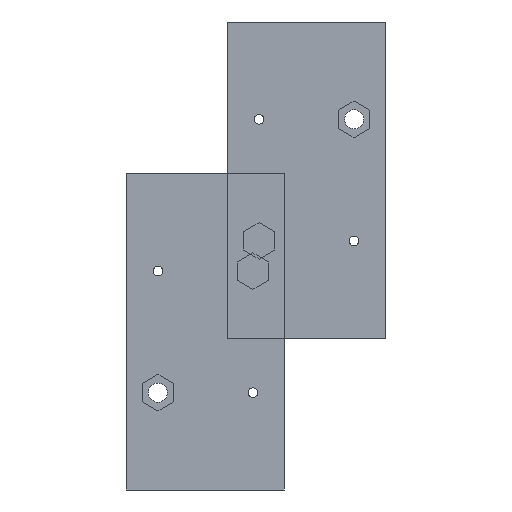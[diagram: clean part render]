
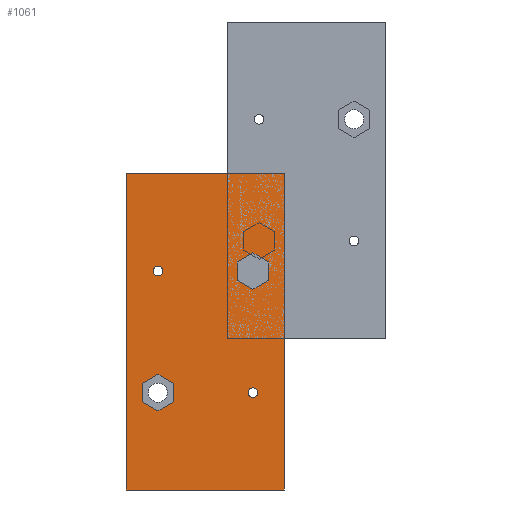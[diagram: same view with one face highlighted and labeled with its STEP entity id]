
A CAD part, front view. The second image highlights one B-rep face of the part: STEP entity #1061.
In plain terms, the highlighted planar face has unit normal (0, -1, 0).
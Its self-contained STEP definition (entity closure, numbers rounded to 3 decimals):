
#2=DIRECTION('',(0.,0.,1.));
#3=VECTOR('',#2,100.);
#4=CARTESIAN_POINT('',(-25.,0.,-50.));
#5=LINE('',#4,#3);
#6=DIRECTION('',(1.,0.,0.));
#7=VECTOR('',#6,50.);
#8=CARTESIAN_POINT('',(-25.,0.,50.));
#9=LINE('',#8,#7);
#10=DIRECTION('',(0.,0.,-1.));
#11=VECTOR('',#10,100.);
#12=CARTESIAN_POINT('',(25.,0.,50.));
#13=LINE('',#12,#11);
#14=DIRECTION('',(-1.,0.,0.));
#15=VECTOR('',#14,50.);
#16=CARTESIAN_POINT('',(25.,0.,-50.));
#17=LINE('',#16,#15);
#18=DIRECTION('',(0.866,0.,-0.5));
#19=VECTOR('',#18,5.785);
#20=CARTESIAN_POINT('',(10.,0.,16.322));
#21=LINE('',#20,#19);
#22=DIRECTION('',(0.866,0.,0.5));
#23=VECTOR('',#22,5.785);
#24=CARTESIAN_POINT('',(15.01,0.,13.43));
#25=LINE('',#24,#23);
#26=DIRECTION('',(0.,0.,1.));
#27=VECTOR('',#26,5.785);
#28=CARTESIAN_POINT('',(20.02,0.,16.322));
#29=LINE('',#28,#27);
#30=DIRECTION('',(-0.866,0.,0.5));
#31=VECTOR('',#30,5.785);
#32=CARTESIAN_POINT('',(20.02,0.,22.107));
#33=LINE('',#32,#31);
#34=DIRECTION('',(-0.866,0.,-0.5));
#35=VECTOR('',#34,5.785);
#36=CARTESIAN_POINT('',(15.01,0.,25.));
#37=LINE('',#36,#35);
#38=DIRECTION('',(0.,0.,-1.));
#39=VECTOR('',#38,5.785);
#40=CARTESIAN_POINT('',(10.,0.,22.107));
#41=LINE('',#40,#39);
#42=DIRECTION('',(0.866,0.,-0.5));
#43=VECTOR('',#42,5.785);
#44=CARTESIAN_POINT('',(-20.02,0.,-22.107));
#45=LINE('',#44,#43);
#46=DIRECTION('',(0.866,0.,0.5));
#47=VECTOR('',#46,5.785);
#48=CARTESIAN_POINT('',(-15.01,0.,-25.));
#49=LINE('',#48,#47);
#50=DIRECTION('',(0.,0.,1.));
#51=VECTOR('',#50,5.785);
#52=CARTESIAN_POINT('',(-10.,0.,-22.107));
#53=LINE('',#52,#51);
#54=DIRECTION('',(-0.866,0.,0.5));
#55=VECTOR('',#54,5.785);
#56=CARTESIAN_POINT('',(-10.,0.,-16.322));
#57=LINE('',#56,#55);
#58=DIRECTION('',(-0.866,0.,-0.5));
#59=VECTOR('',#58,5.785);
#60=CARTESIAN_POINT('',(-15.01,0.,-13.43));
#61=LINE('',#60,#59);
#62=DIRECTION('',(0.,0.,-1.));
#63=VECTOR('',#62,5.785);
#64=CARTESIAN_POINT('',(-20.02,0.,-16.322));
#65=LINE('',#64,#63);
#66=CARTESIAN_POINT('',(15.01,0.,-19.215));
#67=DIRECTION('',(0.,1.,0.));
#68=DIRECTION('',(1.,0.,0.));
#69=AXIS2_PLACEMENT_3D('',#66,#67,#68);
#71=CARTESIAN_POINT('',(15.01,0.,-19.215));
#72=DIRECTION('',(0.,1.,0.));
#73=DIRECTION('',(-1.,0.,0.));
#74=AXIS2_PLACEMENT_3D('',#71,#72,#73);
#76=CARTESIAN_POINT('',(-15.01,0.,19.215));
#77=DIRECTION('',(0.,1.,0.));
#78=DIRECTION('',(1.,0.,0.));
#79=AXIS2_PLACEMENT_3D('',#76,#77,#78);
#81=CARTESIAN_POINT('',(-15.01,0.,19.215));
#82=DIRECTION('',(0.,1.,0.));
#83=DIRECTION('',(-1.,0.,0.));
#84=AXIS2_PLACEMENT_3D('',#81,#82,#83);
#782=CARTESIAN_POINT('',(-25.,0.,-50.));
#783=CARTESIAN_POINT('',(-25.,0.,50.));
#784=VERTEX_POINT('',#782);
#785=VERTEX_POINT('',#783);
#786=CARTESIAN_POINT('',(25.,0.,50.));
#787=VERTEX_POINT('',#786);
#788=CARTESIAN_POINT('',(25.,0.,-50.));
#789=VERTEX_POINT('',#788);
#822=CARTESIAN_POINT('',(10.,0.,16.322));
#823=CARTESIAN_POINT('',(15.01,0.,13.43));
#824=VERTEX_POINT('',#822);
#825=VERTEX_POINT('',#823);
#826=CARTESIAN_POINT('',(20.02,0.,16.322));
#827=VERTEX_POINT('',#826);
#828=CARTESIAN_POINT('',(20.02,0.,22.107));
#829=VERTEX_POINT('',#828);
#830=CARTESIAN_POINT('',(15.01,0.,25.));
#831=VERTEX_POINT('',#830);
#832=CARTESIAN_POINT('',(10.,0.,22.107));
#833=VERTEX_POINT('',#832);
#834=CARTESIAN_POINT('',(-20.02,0.,-22.107));
#835=CARTESIAN_POINT('',(-15.01,0.,-25.));
#836=VERTEX_POINT('',#834);
#837=VERTEX_POINT('',#835);
#838=CARTESIAN_POINT('',(-10.,0.,-22.107));
#839=VERTEX_POINT('',#838);
#840=CARTESIAN_POINT('',(-10.,0.,-16.322));
#841=VERTEX_POINT('',#840);
#842=CARTESIAN_POINT('',(-15.01,0.,-13.43));
#843=VERTEX_POINT('',#842);
#844=CARTESIAN_POINT('',(-20.02,0.,-16.322));
#845=VERTEX_POINT('',#844);
#862=CARTESIAN_POINT('',(16.52,0.,-19.215));
#863=CARTESIAN_POINT('',(13.5,0.,-19.215));
#864=VERTEX_POINT('',#862);
#865=VERTEX_POINT('',#863);
#866=CARTESIAN_POINT('',(-13.5,0.,19.215));
#867=CARTESIAN_POINT('',(-16.52,0.,19.215));
#868=VERTEX_POINT('',#866);
#869=VERTEX_POINT('',#867);
#1006=CARTESIAN_POINT('',(0.,0.,0.));
#1007=DIRECTION('',(0.,1.,0.));
#1008=DIRECTION('',(1.,0.,0.));
#1009=AXIS2_PLACEMENT_3D('',#1006,#1007,#1008);
#1010=PLANE('',#1009);
#1012=ORIENTED_EDGE('',*,*,#1011,.T.);
#1014=ORIENTED_EDGE('',*,*,#1013,.T.);
#1016=ORIENTED_EDGE('',*,*,#1015,.T.);
#1018=ORIENTED_EDGE('',*,*,#1017,.T.);
#1019=EDGE_LOOP('',(#1012,#1014,#1016,#1018));
#1020=FACE_OUTER_BOUND('',#1019,.F.);
#1022=ORIENTED_EDGE('',*,*,#1021,.T.);
#1024=ORIENTED_EDGE('',*,*,#1023,.T.);
#1026=ORIENTED_EDGE('',*,*,#1025,.T.);
#1028=ORIENTED_EDGE('',*,*,#1027,.T.);
#1030=ORIENTED_EDGE('',*,*,#1029,.T.);
#1032=ORIENTED_EDGE('',*,*,#1031,.T.);
#1033=EDGE_LOOP('',(#1022,#1024,#1026,#1028,#1030,#1032));
#1034=FACE_BOUND('',#1033,.F.);
#1036=ORIENTED_EDGE('',*,*,#1035,.T.);
#1038=ORIENTED_EDGE('',*,*,#1037,.T.);
#1040=ORIENTED_EDGE('',*,*,#1039,.T.);
#1042=ORIENTED_EDGE('',*,*,#1041,.T.);
#1044=ORIENTED_EDGE('',*,*,#1043,.T.);
#1046=ORIENTED_EDGE('',*,*,#1045,.T.);
#1047=EDGE_LOOP('',(#1036,#1038,#1040,#1042,#1044,#1046));
#1048=FACE_BOUND('',#1047,.F.);
#1050=ORIENTED_EDGE('',*,*,#1049,.F.);
#1052=ORIENTED_EDGE('',*,*,#1051,.F.);
#1053=EDGE_LOOP('',(#1050,#1052));
#1054=FACE_BOUND('',#1053,.F.);
#1056=ORIENTED_EDGE('',*,*,#1055,.F.);
#1058=ORIENTED_EDGE('',*,*,#1057,.F.);
#1059=EDGE_LOOP('',(#1056,#1058));
#1060=FACE_BOUND('',#1059,.F.);
#1061=ADVANCED_FACE('',(#1020,#1034,#1048,#1054,#1060),#1010,.F.);
#70=CIRCLE('',#69,1.51);
#75=CIRCLE('',#74,1.51);
#80=CIRCLE('',#79,1.51);
#85=CIRCLE('',#84,1.51);
#1011=EDGE_CURVE('',#784,#785,#5,.T.);
#1013=EDGE_CURVE('',#785,#787,#9,.T.);
#1015=EDGE_CURVE('',#787,#789,#13,.T.);
#1017=EDGE_CURVE('',#789,#784,#17,.T.);
#1021=EDGE_CURVE('',#824,#825,#21,.T.);
#1023=EDGE_CURVE('',#825,#827,#25,.T.);
#1025=EDGE_CURVE('',#827,#829,#29,.T.);
#1027=EDGE_CURVE('',#829,#831,#33,.T.);
#1029=EDGE_CURVE('',#831,#833,#37,.T.);
#1031=EDGE_CURVE('',#833,#824,#41,.T.);
#1035=EDGE_CURVE('',#836,#837,#45,.T.);
#1037=EDGE_CURVE('',#837,#839,#49,.T.);
#1039=EDGE_CURVE('',#839,#841,#53,.T.);
#1041=EDGE_CURVE('',#841,#843,#57,.T.);
#1043=EDGE_CURVE('',#843,#845,#61,.T.);
#1045=EDGE_CURVE('',#845,#836,#65,.T.);
#1049=EDGE_CURVE('',#864,#865,#70,.T.);
#1051=EDGE_CURVE('',#865,#864,#75,.T.);
#1055=EDGE_CURVE('',#868,#869,#80,.T.);
#1057=EDGE_CURVE('',#869,#868,#85,.T.);
